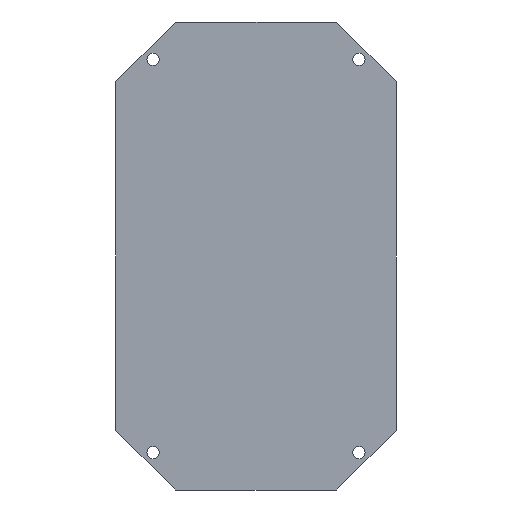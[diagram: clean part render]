
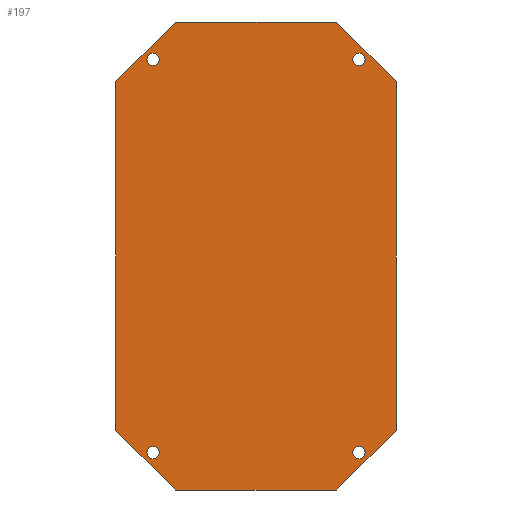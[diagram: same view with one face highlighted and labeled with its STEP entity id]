
A CAD part, front view. The second image highlights one B-rep face of the part: STEP entity #197.
In plain terms, the highlighted planar face has unit normal (0, -1, 0).
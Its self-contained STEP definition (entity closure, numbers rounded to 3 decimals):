
#6 = CARTESIAN_POINT ( 'NONE',  ( -43., 0., -125. ) ) ;
#10 = VERTEX_POINT ( 'NONE', #244 ) ;
#13 = ORIENTED_EDGE ( 'NONE', *, *, #144, .T. ) ;
#15 = EDGE_CURVE ( 'NONE', #230, #227, #431, .T. ) ;
#16 = FACE_BOUND ( 'NONE', #312, .T. ) ;
#22 = DIRECTION ( 'NONE',  ( 0., 1., 0. ) ) ;
#26 = ORIENTED_EDGE ( 'NONE', *, *, #130, .T. ) ;
#27 = CIRCLE ( 'NONE', #485, 3.25 ) ;
#29 = DIRECTION ( 'NONE',  ( 0., 0., 1. ) ) ;
#33 = EDGE_CURVE ( 'NONE', #205, #446, #27, .T. ) ;
#36 = EDGE_CURVE ( 'NONE', #333, #85, #406, .T. ) ;
#37 = VERTEX_POINT ( 'NONE', #619 ) ;
#49 = VECTOR ( 'NONE', #156, 1000. ) ;
#55 = EDGE_CURVE ( 'NONE', #10, #85, #251, .T. ) ;
#58 = DIRECTION ( 'NONE',  ( 0., 1., 0. ) ) ;
#64 = LINE ( 'NONE', #518, #49 ) ;
#69 = CARTESIAN_POINT ( 'NONE',  ( -55., 0., 108.25 ) ) ;
#70 = EDGE_CURVE ( 'NONE', #349, #301, #453, .T. ) ;
#72 = CARTESIAN_POINT ( 'NONE',  ( -55., 0., 105. ) ) ;
#75 = EDGE_CURVE ( 'NONE', #333, #624, #64, .T. ) ;
#78 = CARTESIAN_POINT ( 'NONE',  ( 43., 0., -125. ) ) ;
#80 = AXIS2_PLACEMENT_3D ( 'NONE', #208, #459, #200 ) ;
#84 = DIRECTION ( 'NONE',  ( 0., 0., -1. ) ) ;
#85 = VERTEX_POINT ( 'NONE', #108 ) ;
#92 = CARTESIAN_POINT ( 'NONE',  ( 43., 0., -125. ) ) ;
#95 = CARTESIAN_POINT ( 'NONE',  ( -43., 0., 125. ) ) ;
#101 = DIRECTION ( 'NONE',  ( 0., 0., -1. ) ) ;
#108 = CARTESIAN_POINT ( 'NONE',  ( -75., 0., 93. ) ) ;
#112 = DIRECTION ( 'NONE',  ( 0., 1., 0. ) ) ;
#115 = DIRECTION ( 'NONE',  ( 0., 0., 1. ) ) ;
#130 = EDGE_CURVE ( 'NONE', #620, #37, #552, .T. ) ;
#136 = CARTESIAN_POINT ( 'NONE',  ( -55., 0., -108.25 ) ) ;
#137 = ORIENTED_EDGE ( 'NONE', *, *, #70, .T. ) ;
#140 = EDGE_LOOP ( 'NONE', ( #384, #447, #636, #652, #330, #336, #419, #13 ) ) ;
#144 = EDGE_CURVE ( 'NONE', #10, #520, #363, .T. ) ;
#146 = LINE ( 'NONE', #92, #329 ) ;
#148 = DIRECTION ( 'NONE',  ( 0.707, 0., -0.707 ) ) ;
#156 = DIRECTION ( 'NONE',  ( 1., 0., 0. ) ) ;
#162 = DIRECTION ( 'NONE',  ( 0., 0., 1. ) ) ;
#166 = CIRCLE ( 'NONE', #445, 3.25 ) ;
#172 = VECTOR ( 'NONE', #351, 1000. ) ;
#174 = FACE_BOUND ( 'NONE', #529, .T. ) ;
#179 = EDGE_CURVE ( 'NONE', #446, #205, #356, .T. ) ;
#184 = VECTOR ( 'NONE', #101, 1000. ) ;
#197 = ADVANCED_FACE ( 'NONE', ( #490, #277, #642, #174, #16 ), #236, .F. ) ;
#199 = LINE ( 'NONE', #297, #172 ) ;
#200 = DIRECTION ( 'NONE',  ( 0., 0., -1. ) ) ;
#203 = CARTESIAN_POINT ( 'NONE',  ( -75., 0., -125. ) ) ;
#204 = CARTESIAN_POINT ( 'NONE',  ( -43., 0., 125. ) ) ;
#205 = VERTEX_POINT ( 'NONE', #228 ) ;
#208 = CARTESIAN_POINT ( 'NONE',  ( 55., 0., 105. ) ) ;
#216 = CARTESIAN_POINT ( 'NONE',  ( 43., 0., 125. ) ) ;
#224 = VERTEX_POINT ( 'NONE', #78 ) ;
#227 = VERTEX_POINT ( 'NONE', #474 ) ;
#228 = CARTESIAN_POINT ( 'NONE',  ( 55., 0., -108.25 ) ) ;
#230 = VERTEX_POINT ( 'NONE', #136 ) ;
#236 = PLANE ( 'NONE',  #369 ) ;
#244 = CARTESIAN_POINT ( 'NONE',  ( -75., 0., -93. ) ) ;
#251 = LINE ( 'NONE', #560, #659 ) ;
#259 = EDGE_CURVE ( 'NONE', #227, #230, #410, .T. ) ;
#277 = FACE_BOUND ( 'NONE', #425, .T. ) ;
#290 = CARTESIAN_POINT ( 'NONE',  ( -55., 0., -105. ) ) ;
#293 = DIRECTION ( 'NONE',  ( 0., 1., 0. ) ) ;
#294 = DIRECTION ( 'NONE',  ( -1., 0., 0. ) ) ;
#297 = CARTESIAN_POINT ( 'NONE',  ( 75., 0., 93. ) ) ;
#301 = VERTEX_POINT ( 'NONE', #502 ) ;
#307 = EDGE_CURVE ( 'NONE', #573, #416, #562, .T. ) ;
#312 = EDGE_LOOP ( 'NONE', ( #501, #26 ) ) ;
#313 = AXIS2_PLACEMENT_3D ( 'NONE', #290, #293, #603 ) ;
#315 = DIRECTION ( 'NONE',  ( 0., 1., 0. ) ) ;
#320 = EDGE_CURVE ( 'NONE', #224, #416, #146, .T. ) ;
#323 = ORIENTED_EDGE ( 'NONE', *, *, #179, .T. ) ;
#328 = DIRECTION ( 'NONE',  ( 0., 0., 1. ) ) ;
#329 = VECTOR ( 'NONE', #343, 1000. ) ;
#330 = ORIENTED_EDGE ( 'NONE', *, *, #75, .F. ) ;
#331 = VECTOR ( 'NONE', #294, 1000. ) ;
#333 = VERTEX_POINT ( 'NONE', #95 ) ;
#335 = CARTESIAN_POINT ( 'NONE',  ( -55., 0., -105. ) ) ;
#336 = ORIENTED_EDGE ( 'NONE', *, *, #36, .T. ) ;
#341 = LINE ( 'NONE', #203, #331 ) ;
#343 = DIRECTION ( 'NONE',  ( 0.707, 0., 0.707 ) ) ;
#349 = VERTEX_POINT ( 'NONE', #509 ) ;
#351 = DIRECTION ( 'NONE',  ( -0.707, 0., 0.707 ) ) ;
#356 = CIRCLE ( 'NONE', #519, 3.25 ) ;
#363 = LINE ( 'NONE', #572, #577 ) ;
#369 = AXIS2_PLACEMENT_3D ( 'NONE', #545, #434, #328 ) ;
#373 = EDGE_CURVE ( 'NONE', #224, #520, #341, .T. ) ;
#384 = ORIENTED_EDGE ( 'NONE', *, *, #373, .F. ) ;
#385 = EDGE_CURVE ( 'NONE', #573, #624, #199, .T. ) ;
#393 = ORIENTED_EDGE ( 'NONE', *, *, #259, .T. ) ;
#406 = LINE ( 'NONE', #204, #478 ) ;
#408 = CARTESIAN_POINT ( 'NONE',  ( 55., 0., -101.75 ) ) ;
#410 = CIRCLE ( 'NONE', #609, 3.25 ) ;
#416 = VERTEX_POINT ( 'NONE', #660 ) ;
#418 = DIRECTION ( 'NONE',  ( -0.707, 0., -0.707 ) ) ;
#419 = ORIENTED_EDGE ( 'NONE', *, *, #55, .F. ) ;
#425 = EDGE_LOOP ( 'NONE', ( #475, #323 ) ) ;
#431 = CIRCLE ( 'NONE', #313, 3.25 ) ;
#434 = DIRECTION ( 'NONE',  ( 0., 1., 0. ) ) ;
#439 = DIRECTION ( 'NONE',  ( 0., 1., 0. ) ) ;
#445 = AXIS2_PLACEMENT_3D ( 'NONE', #72, #22, #517 ) ;
#446 = VERTEX_POINT ( 'NONE', #408 ) ;
#447 = ORIENTED_EDGE ( 'NONE', *, *, #320, .T. ) ;
#453 = CIRCLE ( 'NONE', #80, 3.25 ) ;
#456 = DIRECTION ( 'NONE',  ( 0., 1., 0. ) ) ;
#459 = DIRECTION ( 'NONE',  ( 0., 1., 0. ) ) ;
#460 = EDGE_LOOP ( 'NONE', ( #646, #393 ) ) ;
#464 = EDGE_CURVE ( 'NONE', #301, #349, #579, .T. ) ;
#465 = DIRECTION ( 'NONE',  ( 0., 0., -1. ) ) ;
#474 = CARTESIAN_POINT ( 'NONE',  ( -55., 0., -101.75 ) ) ;
#475 = ORIENTED_EDGE ( 'NONE', *, *, #33, .T. ) ;
#478 = VECTOR ( 'NONE', #418, 1000. ) ;
#485 = AXIS2_PLACEMENT_3D ( 'NONE', #565, #456, #504 ) ;
#486 = AXIS2_PLACEMENT_3D ( 'NONE', #580, #58, #465 ) ;
#490 = FACE_OUTER_BOUND ( 'NONE', #140, .T. ) ;
#501 = ORIENTED_EDGE ( 'NONE', *, *, #537, .T. ) ;
#502 = CARTESIAN_POINT ( 'NONE',  ( 55., 0., 101.75 ) ) ;
#504 = DIRECTION ( 'NONE',  ( 0., 0., 1. ) ) ;
#509 = CARTESIAN_POINT ( 'NONE',  ( 55., 0., 108.25 ) ) ;
#517 = DIRECTION ( 'NONE',  ( 0., 0., 1. ) ) ;
#518 = CARTESIAN_POINT ( 'NONE',  ( -75., 0., 125. ) ) ;
#519 = AXIS2_PLACEMENT_3D ( 'NONE', #594, #315, #29 ) ;
#520 = VERTEX_POINT ( 'NONE', #6 ) ;
#525 = ORIENTED_EDGE ( 'NONE', *, *, #464, .T. ) ;
#529 = EDGE_LOOP ( 'NONE', ( #525, #137 ) ) ;
#537 = EDGE_CURVE ( 'NONE', #37, #620, #166, .T. ) ;
#545 = CARTESIAN_POINT ( 'NONE',  ( 0., 0., 0. ) ) ;
#552 = CIRCLE ( 'NONE', #639, 3.25 ) ;
#560 = CARTESIAN_POINT ( 'NONE',  ( -75., 0., -125. ) ) ;
#562 = LINE ( 'NONE', #655, #184 ) ;
#565 = CARTESIAN_POINT ( 'NONE',  ( 55., 0., -105. ) ) ;
#567 = CARTESIAN_POINT ( 'NONE',  ( 75., 0., 93. ) ) ;
#568 = CARTESIAN_POINT ( 'NONE',  ( -55., 0., 105. ) ) ;
#572 = CARTESIAN_POINT ( 'NONE',  ( -75., 0., -93. ) ) ;
#573 = VERTEX_POINT ( 'NONE', #567 ) ;
#577 = VECTOR ( 'NONE', #148, 1000. ) ;
#579 = CIRCLE ( 'NONE', #486, 3.25 ) ;
#580 = CARTESIAN_POINT ( 'NONE',  ( 55., 0., 105. ) ) ;
#594 = CARTESIAN_POINT ( 'NONE',  ( 55., 0., -105. ) ) ;
#603 = DIRECTION ( 'NONE',  ( 0., 0., -1. ) ) ;
#609 = AXIS2_PLACEMENT_3D ( 'NONE', #335, #439, #84 ) ;
#619 = CARTESIAN_POINT ( 'NONE',  ( -55., 0., 101.75 ) ) ;
#620 = VERTEX_POINT ( 'NONE', #69 ) ;
#624 = VERTEX_POINT ( 'NONE', #216 ) ;
#636 = ORIENTED_EDGE ( 'NONE', *, *, #307, .F. ) ;
#639 = AXIS2_PLACEMENT_3D ( 'NONE', #568, #112, #162 ) ;
#642 = FACE_BOUND ( 'NONE', #460, .T. ) ;
#646 = ORIENTED_EDGE ( 'NONE', *, *, #15, .T. ) ;
#652 = ORIENTED_EDGE ( 'NONE', *, *, #385, .T. ) ;
#655 = CARTESIAN_POINT ( 'NONE',  ( 75., 0., -125. ) ) ;
#659 = VECTOR ( 'NONE', #115, 1000. ) ;
#660 = CARTESIAN_POINT ( 'NONE',  ( 75., 0., -93. ) ) ;
